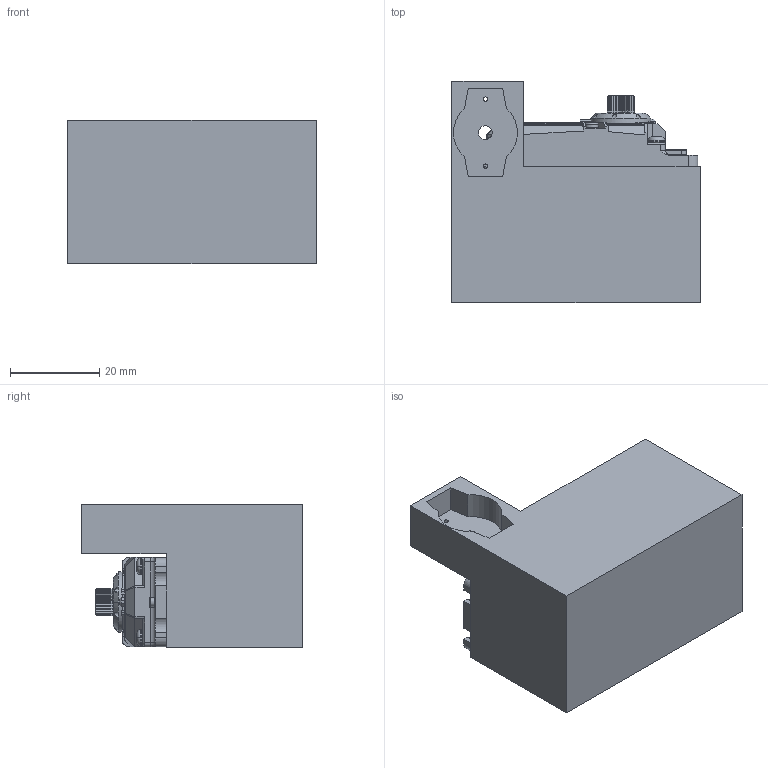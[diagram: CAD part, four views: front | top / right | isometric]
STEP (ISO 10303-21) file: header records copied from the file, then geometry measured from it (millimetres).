
FILE_DESCRIPTION((''),'2;1');
FILE_NAME('MOTOR_2_RIGHTA','2022-06-16T14:45:01',('andyc'),(''),'CREO PARAMETRIC BY PTC INC, 2021404','CREO PARAMETRIC BY PTC INC, 2021404','');
FILE_SCHEMA(('CONFIG_CONTROL_DESIGN'));
Length unit declared in the file: inch
Products named in the file (1): MOTOR_2_RIGHTA
Bounding box: 55.5 x 49.5 x 32 mm (x, y, z)
Volume: 43467.3 mm3; surface area: 26097.5 mm2
Topology: 1 solids, 1 shells, 1437 faces, 3784 edges, 2393 vertices
Faces by surface type: plane 589, cylinder 490, cone 258, torus 60, bspline 40
Entity records: 54500 total; most frequent: CARTESIAN_POINT 18777, ORIENTED_EDGE 7568, DIRECTION 7467, EDGE_CURVE 3784, AXIS2_PLACEMENT_3D 2688, VERTEX_POINT 2393, VECTOR 2091, LINE 2091
